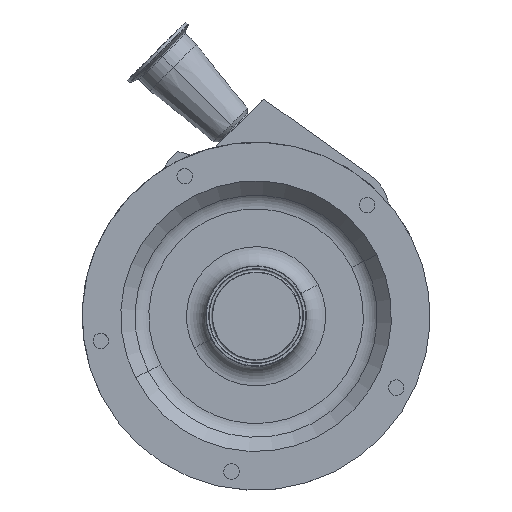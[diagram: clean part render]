
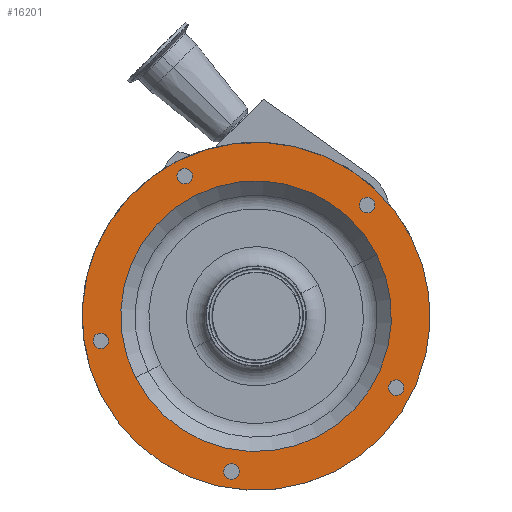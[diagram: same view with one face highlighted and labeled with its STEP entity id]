
A CAD part, top view. The second image highlights one B-rep face of the part: STEP entity #16201.
In plain terms, the highlighted planar face has unit normal (0, 0, 1).
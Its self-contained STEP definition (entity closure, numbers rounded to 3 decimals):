
#74 = FACE_BOUND ( 'NONE', #4380, .T. ) ;
#178 = CARTESIAN_POINT ( 'NONE',  ( 120.286, 61.289, 250.5 ) ) ;
#184 = CIRCLE ( 'NONE', #1787, 6. ) ;
#231 = VERTEX_POINT ( 'NONE', #13623 ) ;
#427 = ORIENTED_EDGE ( 'NONE', *, *, #14068, .F. ) ;
#580 = CARTESIAN_POINT ( 'NONE',  ( -93.556, -47.669, 250.5 ) ) ;
#800 = CIRCLE ( 'NONE', #14406, 105. ) ;
#812 = CIRCLE ( 'NONE', #10130, 6. ) ;
#813 = DIRECTION ( 'NONE',  ( 0.891, 0.454, 0. ) ) ;
#846 = ORIENTED_EDGE ( 'NONE', *, *, #8998, .T. ) ;
#953 = CARTESIAN_POINT ( 'NONE',  ( -19.085, -120.498, 250.5 ) ) ;
#959 = EDGE_CURVE ( 'NONE', #13386, #4385, #4126, .T. ) ;
#999 = EDGE_LOOP ( 'NONE', ( #14183, #5479 ) ) ;
#1126 = ORIENTED_EDGE ( 'NONE', *, *, #14441, .F. ) ;
#1168 = CARTESIAN_POINT ( 'NONE',  ( -17.706, 34.749, 250.5 ) ) ;
#1285 = AXIS2_PLACEMENT_3D ( 'NONE', #11408, #7419, #16505 ) ;
#1573 = DIRECTION ( 'NONE',  ( -0.156, 0.988, 0. ) ) ;
#1587 = DIRECTION ( 'NONE',  ( 0.891, 0.454, 0. ) ) ;
#1787 = AXIS2_PLACEMENT_3D ( 'NONE', #10493, #2671, #1587 ) ;
#1999 = EDGE_LOOP ( 'NONE', ( #9908, #11419 ) ) ;
#2218 = ORIENTED_EDGE ( 'NONE', *, *, #7747, .F. ) ;
#2416 = CARTESIAN_POINT ( 'NONE',  ( -120.498, -19.085, 250.5 ) ) ;
#2540 = DIRECTION ( 'NONE',  ( -0.988, 0.156, 0. ) ) ;
#2632 = CARTESIAN_POINT ( 'NONE',  ( 0., 0., 250.5 ) ) ;
#2665 = FACE_BOUND ( 'NONE', #999, .T. ) ;
#2671 = DIRECTION ( 'NONE',  ( 0., 0., 1. ) ) ;
#2726 = CARTESIAN_POINT ( 'NONE',  ( -50.041, 111.427, 250.5 ) ) ;
#2804 = ORIENTED_EDGE ( 'NONE', *, *, #10119, .F. ) ;
#3142 = VERTEX_POINT ( 'NONE', #12433 ) ;
#3175 = CIRCLE ( 'NONE', #3719, 6. ) ;
#3309 = DIRECTION ( 'NONE',  ( 0., 0., 1. ) ) ;
#3366 = CIRCLE ( 'NONE', #7620, 135. ) ;
#3410 = EDGE_LOOP ( 'NONE', ( #1126, #15828 ) ) ;
#3660 = FACE_BOUND ( 'NONE', #3410, .T. ) ;
#3719 = AXIS2_PLACEMENT_3D ( 'NONE', #5638, #14871, #10939 ) ;
#3746 = DIRECTION ( 'NONE',  ( 0., 0., -1. ) ) ;
#3831 = CARTESIAN_POINT ( 'NONE',  ( 82.024, 90.51, 250.5 ) ) ;
#4101 = CARTESIAN_POINT ( 'NONE',  ( 108.703, -55.387, 250.5 ) ) ;
#4126 = CIRCLE ( 'NONE', #13431, 6. ) ;
#4193 = VERTEX_POINT ( 'NONE', #8620 ) ;
#4285 = CIRCLE ( 'NONE', #13064, 135. ) ;
#4380 = EDGE_LOOP ( 'NONE', ( #14287, #2218 ) ) ;
#4385 = VERTEX_POINT ( 'NONE', #5289 ) ;
#4479 = DIRECTION ( 'NONE',  ( 0., 0., 1. ) ) ;
#4654 = EDGE_CURVE ( 'NONE', #5944, #231, #6915, .T. ) ;
#4662 = DIRECTION ( 'NONE',  ( -0.988, 0.156, 0. ) ) ;
#4694 = CIRCLE ( 'NONE', #6571, 6. ) ;
#4956 = VERTEX_POINT ( 'NONE', #2726 ) ;
#4999 = DIRECTION ( 'NONE',  ( 0., -1., 0. ) ) ;
#5007 = CIRCLE ( 'NONE', #1285, 6. ) ;
#5087 = FACE_BOUND ( 'NONE', #5543, .T. ) ;
#5166 = FACE_BOUND ( 'NONE', #1999, .T. ) ;
#5247 = FACE_BOUND ( 'NONE', #13803, .T. ) ;
#5289 = CARTESIAN_POINT ( 'NONE',  ( -119.559, -25.011, 250.5 ) ) ;
#5376 = VERTEX_POINT ( 'NONE', #178 ) ;
#5479 = ORIENTED_EDGE ( 'NONE', *, *, #4654, .F. ) ;
#5543 = EDGE_LOOP ( 'NONE', ( #427, #6765 ) ) ;
#5638 = CARTESIAN_POINT ( 'NONE',  ( -55.387, 108.703, 250.5 ) ) ;
#5705 = CIRCLE ( 'NONE', #11004, 6. ) ;
#5944 = VERTEX_POINT ( 'NONE', #580 ) ;
#6096 = CARTESIAN_POINT ( 'NONE',  ( -19.085, -120.498, 250.5 ) ) ;
#6448 = EDGE_LOOP ( 'NONE', ( #7557, #846 ) ) ;
#6505 = CARTESIAN_POINT ( 'NONE',  ( -120.498, -19.085, 250.5 ) ) ;
#6571 = AXIS2_PLACEMENT_3D ( 'NONE', #2416, #16409, #12566 ) ;
#6592 = EDGE_CURVE ( 'NONE', #8005, #9169, #8958, .T. ) ;
#6705 = DIRECTION ( 'NONE',  ( -0.454, -0.891, 0. ) ) ;
#6765 = ORIENTED_EDGE ( 'NONE', *, *, #16054, .F. ) ;
#6915 = CIRCLE ( 'NONE', #15157, 105. ) ;
#7056 = CARTESIAN_POINT ( 'NONE',  ( 111.427, -50.041, 250.5 ) ) ;
#7391 = CIRCLE ( 'NONE', #15670, 6. ) ;
#7419 = DIRECTION ( 'NONE',  ( 0., 0., 1. ) ) ;
#7524 = CARTESIAN_POINT ( 'NONE',  ( 90.51, 82.024, 250.5 ) ) ;
#7537 = DIRECTION ( 'NONE',  ( 0., 0., 1. ) ) ;
#7547 = CARTESIAN_POINT ( 'NONE',  ( 0., 0., 250.5 ) ) ;
#7557 = ORIENTED_EDGE ( 'NONE', *, *, #13919, .T. ) ;
#7565 = FACE_OUTER_BOUND ( 'NONE', #6448, .T. ) ;
#7620 = AXIS2_PLACEMENT_3D ( 'NONE', #2632, #7537, #7699 ) ;
#7699 = DIRECTION ( 'NONE',  ( 0.891, 0.454, 0. ) ) ;
#7747 = EDGE_CURVE ( 'NONE', #4385, #13386, #4694, .T. ) ;
#8005 = VERTEX_POINT ( 'NONE', #7056 ) ;
#8009 = CARTESIAN_POINT ( 'NONE',  ( -121.437, -13.159, 250.5 ) ) ;
#8265 = AXIS2_PLACEMENT_3D ( 'NONE', #9808, #4479, #13390 ) ;
#8405 = DIRECTION ( 'NONE',  ( 0., 0., 1. ) ) ;
#8496 = VERTEX_POINT ( 'NONE', #3831 ) ;
#8620 = CARTESIAN_POINT ( 'NONE',  ( -25.011, -119.559, 250.5 ) ) ;
#8629 = EDGE_CURVE ( 'NONE', #11881, #4956, #184, .T. ) ;
#8958 = CIRCLE ( 'NONE', #11090, 6. ) ;
#8960 = CARTESIAN_POINT ( 'NONE',  ( 0., 0., 250.5 ) ) ;
#8998 = EDGE_CURVE ( 'NONE', #3142, #5376, #3366, .T. ) ;
#9169 = VERTEX_POINT ( 'NONE', #9291 ) ;
#9182 = DIRECTION ( 'NONE',  ( 0., 0., 1. ) ) ;
#9233 = CARTESIAN_POINT ( 'NONE',  ( -60.733, 105.979, 250.5 ) ) ;
#9291 = CARTESIAN_POINT ( 'NONE',  ( 105.979, -60.733, 250.5 ) ) ;
#9633 = VERTEX_POINT ( 'NONE', #7524 ) ;
#9642 = CARTESIAN_POINT ( 'NONE',  ( 0., 0., 250.5 ) ) ;
#9808 = CARTESIAN_POINT ( 'NONE',  ( 86.267, 86.267, 250.5 ) ) ;
#9908 = ORIENTED_EDGE ( 'NONE', *, *, #14846, .F. ) ;
#9909 = EDGE_CURVE ( 'NONE', #8496, #9633, #7391, .T. ) ;
#10103 = CIRCLE ( 'NONE', #8265, 6. ) ;
#10119 = EDGE_CURVE ( 'NONE', #9169, #8005, #5007, .T. ) ;
#10130 = AXIS2_PLACEMENT_3D ( 'NONE', #953, #13951, #2540 ) ;
#10493 = CARTESIAN_POINT ( 'NONE',  ( -55.387, 108.703, 250.5 ) ) ;
#10939 = DIRECTION ( 'NONE',  ( 0.891, 0.454, 0. ) ) ;
#11004 = AXIS2_PLACEMENT_3D ( 'NONE', #6096, #11159, #4662 ) ;
#11090 = AXIS2_PLACEMENT_3D ( 'NONE', #4101, #9182, #6705 ) ;
#11135 = VERTEX_POINT ( 'NONE', #11455 ) ;
#11159 = DIRECTION ( 'NONE',  ( 0., 0., 1. ) ) ;
#11225 = DIRECTION ( 'NONE',  ( 0., 0., 1. ) ) ;
#11408 = CARTESIAN_POINT ( 'NONE',  ( 108.703, -55.387, 250.5 ) ) ;
#11419 = ORIENTED_EDGE ( 'NONE', *, *, #8629, .F. ) ;
#11455 = CARTESIAN_POINT ( 'NONE',  ( -13.159, -121.437, 250.5 ) ) ;
#11594 = DIRECTION ( 'NONE',  ( 0., 0., 1. ) ) ;
#11828 = AXIS2_PLACEMENT_3D ( 'NONE', #1168, #3746, #4999 ) ;
#11881 = VERTEX_POINT ( 'NONE', #9233 ) ;
#12433 = CARTESIAN_POINT ( 'NONE',  ( -120.286, -61.289, 250.5 ) ) ;
#12488 = ORIENTED_EDGE ( 'NONE', *, *, #6592, .F. ) ;
#12558 = DIRECTION ( 'NONE',  ( 0.891, 0.454, 0. ) ) ;
#12566 = DIRECTION ( 'NONE',  ( -0.156, 0.988, 0. ) ) ;
#12729 = DIRECTION ( 'NONE',  ( 0., 0., 1. ) ) ;
#13064 = AXIS2_PLACEMENT_3D ( 'NONE', #7547, #11225, #12558 ) ;
#13386 = VERTEX_POINT ( 'NONE', #8009 ) ;
#13390 = DIRECTION ( 'NONE',  ( 0.707, -0.707, 0. ) ) ;
#13431 = AXIS2_PLACEMENT_3D ( 'NONE', #6505, #12729, #1573 ) ;
#13623 = CARTESIAN_POINT ( 'NONE',  ( 93.556, 47.669, 250.5 ) ) ;
#13710 = EDGE_CURVE ( 'NONE', #231, #5944, #800, .T. ) ;
#13803 = EDGE_LOOP ( 'NONE', ( #2804, #12488 ) ) ;
#13919 = EDGE_CURVE ( 'NONE', #5376, #3142, #4285, .T. ) ;
#13951 = DIRECTION ( 'NONE',  ( 0., 0., 1. ) ) ;
#14068 = EDGE_CURVE ( 'NONE', #4193, #11135, #812, .T. ) ;
#14183 = ORIENTED_EDGE ( 'NONE', *, *, #13710, .F. ) ;
#14287 = ORIENTED_EDGE ( 'NONE', *, *, #959, .F. ) ;
#14406 = AXIS2_PLACEMENT_3D ( 'NONE', #9642, #3309, #813 ) ;
#14441 = EDGE_CURVE ( 'NONE', #9633, #8496, #10103, .T. ) ;
#14846 = EDGE_CURVE ( 'NONE', #4956, #11881, #3175, .T. ) ;
#14871 = DIRECTION ( 'NONE',  ( 0., 0., 1. ) ) ;
#15157 = AXIS2_PLACEMENT_3D ( 'NONE', #8960, #8405, #16263 ) ;
#15330 = PLANE ( 'NONE',  #11828 ) ;
#15670 = AXIS2_PLACEMENT_3D ( 'NONE', #15786, #11594, #15705 ) ;
#15705 = DIRECTION ( 'NONE',  ( 0.707, -0.707, 0. ) ) ;
#15786 = CARTESIAN_POINT ( 'NONE',  ( 86.267, 86.267, 250.5 ) ) ;
#15828 = ORIENTED_EDGE ( 'NONE', *, *, #9909, .F. ) ;
#16054 = EDGE_CURVE ( 'NONE', #11135, #4193, #5705, .T. ) ;
#16201 = ADVANCED_FACE ( 'NONE', ( #7565, #3660, #5247, #5087, #74, #5166, #2665 ), #15330, .F. ) ;
#16263 = DIRECTION ( 'NONE',  ( 0.891, 0.454, 0. ) ) ;
#16409 = DIRECTION ( 'NONE',  ( 0., 0., 1. ) ) ;
#16505 = DIRECTION ( 'NONE',  ( -0.454, -0.891, 0. ) ) ;
